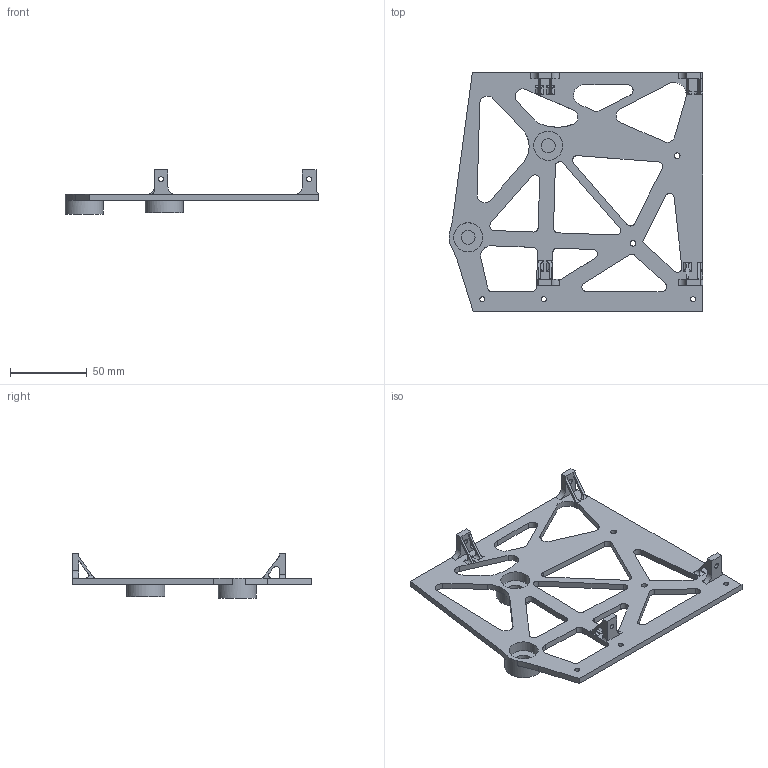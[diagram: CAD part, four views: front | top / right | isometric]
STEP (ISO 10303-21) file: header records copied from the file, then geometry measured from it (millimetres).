
FILE_DESCRIPTION(/* description */ (''),/* implementation_level */ '2;1');
FILE_NAME(/* name */ '',/* time_stamp */ '2026-01-22T18:28:34+03:00',/* author */ ('Phantom'),/* organization */ (''),/* preprocessor_version */ 'ST-DEVELOPER v20.1',/* originating_system */ 'Autodesk Inventor 2026',/* authorisation */ '');
FILE_SCHEMA (('AUTOMOTIVE_DESIGN { 1 0 10303 214 3 1 1 }'));
Length unit declared in the file: millimetre
Products named in the file (1): крепление сосала_
MIR1
Bounding box: 165.76 x 156 x 29 mm (x, y, z)
Volume: 64945.9 mm3; surface area: 42211.6 mm2
Topology: 1 solids, 1 shells, 193 faces, 590 edges, 397 vertices
Faces by surface type: plane 97, cylinder 95, bspline 1
Full cylindrical faces by diameter (mm): 3.25 x3, 3.3 x4, 3.7 x2, 9 x2, 19 x2, 25 x2
Entity records: 6905 total; most frequent: CARTESIAN_POINT 1310, ORIENTED_EDGE 1172, DIRECTION 1161, EDGE_CURVE 586, AXIS2_PLACEMENT_3D 394, VERTEX_POINT 381, LINE 373, VECTOR 373
